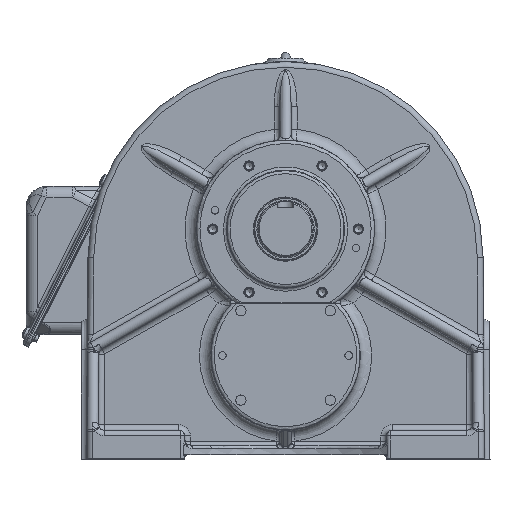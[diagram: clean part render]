
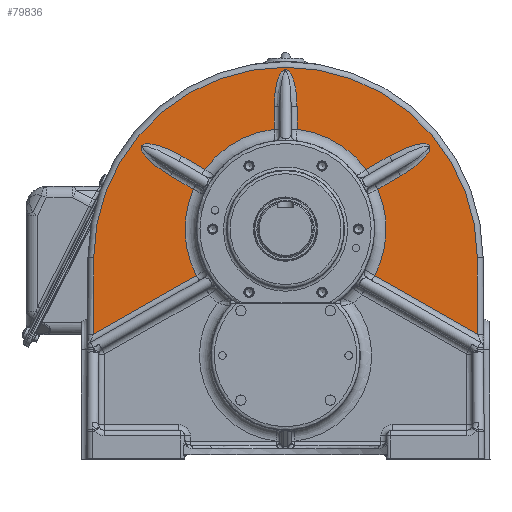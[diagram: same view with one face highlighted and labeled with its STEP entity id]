
A CAD part, top view. The second image highlights one B-rep face of the part: STEP entity #79836.
In plain terms, the highlighted planar face has unit normal (0, 0, 1).
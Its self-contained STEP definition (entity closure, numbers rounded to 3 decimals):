
#2468=ELLIPSE('',#84854,34.721,10.);
#2469=ELLIPSE('',#84855,34.721,10.);
#2470=ELLIPSE('',#84859,34.721,10.);
#2471=ELLIPSE('',#84860,34.721,10.);
#2472=ELLIPSE('',#84862,31.86,10.);
#2473=ELLIPSE('',#84863,31.86,10.);
#3248=CIRCLE('',#84856,87.5);
#3249=CIRCLE('',#84857,167.);
#3250=CIRCLE('',#84858,87.5);
#3251=CIRCLE('',#84861,87.5);
#3252=CIRCLE('',#84864,87.5);
#9498=ORIENTED_EDGE('',*,*,#34080,.T.);
#9499=ORIENTED_EDGE('',*,*,#34081,.T.);
#9500=ORIENTED_EDGE('',*,*,#34082,.T.);
#9501=ORIENTED_EDGE('',*,*,#34083,.T.);
#9502=ORIENTED_EDGE('',*,*,#34084,.T.);
#9503=ORIENTED_EDGE('',*,*,#34085,.T.);
#9504=ORIENTED_EDGE('',*,*,#34086,.T.);
#9505=ORIENTED_EDGE('',*,*,#34087,.T.);
#9506=ORIENTED_EDGE('',*,*,#34088,.T.);
#9507=ORIENTED_EDGE('',*,*,#34089,.T.);
#9508=ORIENTED_EDGE('',*,*,#34090,.T.);
#9509=ORIENTED_EDGE('',*,*,#34091,.T.);
#9510=ORIENTED_EDGE('',*,*,#34092,.T.);
#9511=ORIENTED_EDGE('',*,*,#34093,.T.);
#9512=ORIENTED_EDGE('',*,*,#34094,.T.);
#9513=ORIENTED_EDGE('',*,*,#34095,.T.);
#9514=ORIENTED_EDGE('',*,*,#34096,.T.);
#9515=ORIENTED_EDGE('',*,*,#34097,.T.);
#9516=ORIENTED_EDGE('',*,*,#34098,.T.);
#9517=ORIENTED_EDGE('',*,*,#34099,.T.);
#9518=ORIENTED_EDGE('',*,*,#34100,.T.);
#34080=EDGE_CURVE('',#46383,#46384,#2468,.T.);
#34081=EDGE_CURVE('',#46384,#46385,#2469,.T.);
#34082=EDGE_CURVE('',#46385,#46386,#54140,.T.);
#34083=EDGE_CURVE('',#46386,#46387,#3248,.T.);
#34084=EDGE_CURVE('',#46387,#46388,#54141,.F.);
#34085=EDGE_CURVE('',#46388,#46389,#54142,.F.);
#34086=EDGE_CURVE('',#46389,#46390,#3249,.F.);
#34087=EDGE_CURVE('',#46390,#46391,#54143,.F.);
#34088=EDGE_CURVE('',#46391,#46392,#54144,.T.);
#34089=EDGE_CURVE('',#46392,#46393,#3250,.T.);
#34090=EDGE_CURVE('',#46393,#46394,#54145,.T.);
#34091=EDGE_CURVE('',#46394,#46395,#2470,.T.);
#34092=EDGE_CURVE('',#46395,#46396,#2471,.T.);
#34093=EDGE_CURVE('',#46396,#46397,#54146,.F.);
#34094=EDGE_CURVE('',#46397,#46398,#3251,.T.);
#34095=EDGE_CURVE('',#46398,#46399,#54147,.F.);
#34096=EDGE_CURVE('',#46399,#46400,#2472,.T.);
#34097=EDGE_CURVE('',#46400,#46401,#2473,.T.);
#34098=EDGE_CURVE('',#46401,#46402,#54148,.T.);
#34099=EDGE_CURVE('',#46402,#46403,#3252,.T.);
#34100=EDGE_CURVE('',#46403,#46383,#54149,.F.);
#46383=VERTEX_POINT('',#117475);
#46384=VERTEX_POINT('',#117476);
#46385=VERTEX_POINT('',#117478);
#46386=VERTEX_POINT('',#117480);
#46387=VERTEX_POINT('',#117482);
#46388=VERTEX_POINT('',#117484);
#46389=VERTEX_POINT('',#117486);
#46390=VERTEX_POINT('',#117488);
#46391=VERTEX_POINT('',#117490);
#46392=VERTEX_POINT('',#117492);
#46393=VERTEX_POINT('',#117494);
#46394=VERTEX_POINT('',#117496);
#46395=VERTEX_POINT('',#117498);
#46396=VERTEX_POINT('',#117500);
#46397=VERTEX_POINT('',#117502);
#46398=VERTEX_POINT('',#117504);
#46399=VERTEX_POINT('',#117506);
#46400=VERTEX_POINT('',#117508);
#46401=VERTEX_POINT('',#117510);
#46402=VERTEX_POINT('',#117512);
#46403=VERTEX_POINT('',#117514);
#54140=LINE('',#117479,#60447);
#54141=LINE('',#117483,#60448);
#54142=LINE('',#117485,#60449);
#54143=LINE('',#117489,#60450);
#54144=LINE('',#117491,#60451);
#54145=LINE('',#117495,#60452);
#54146=LINE('',#117501,#60453);
#54147=LINE('',#117505,#60454);
#54148=LINE('',#117511,#60455);
#54149=LINE('',#117515,#60456);
#60447=VECTOR('',#93572,1000.);
#60448=VECTOR('',#93575,1000.);
#60449=VECTOR('',#93576,1000.);
#60450=VECTOR('',#93579,1000.);
#60451=VECTOR('',#93580,1000.);
#60452=VECTOR('',#93583,1000.);
#60453=VECTOR('',#93588,1000.);
#60454=VECTOR('',#93591,1000.);
#60455=VECTOR('',#93596,1000.);
#60456=VECTOR('',#93599,1000.);
#66733=EDGE_LOOP('',(#9498,#9499,#9500,#9501,#9502,#9503,#9504,#9505,#9506,
#9507,#9508,#9509,#9510,#9511,#9512,#9513,#9514,#9515,#9516,#9517,#9518));
#72419=FACE_BOUND('',#66733,.T.);
#78038=PLANE('',#84853);
#79836=ADVANCED_FACE('',(#72419),#78038,.F.);
#84853=AXIS2_PLACEMENT_3D('',#117473,#93566,#93567);
#84854=AXIS2_PLACEMENT_3D('',#117474,#93568,#93569);
#84855=AXIS2_PLACEMENT_3D('',#117477,#93570,#93571);
#84856=AXIS2_PLACEMENT_3D('',#117481,#93573,#93574);
#84857=AXIS2_PLACEMENT_3D('',#117487,#93577,#93578);
#84858=AXIS2_PLACEMENT_3D('',#117493,#93581,#93582);
#84859=AXIS2_PLACEMENT_3D('',#117497,#93584,#93585);
#84860=AXIS2_PLACEMENT_3D('',#117499,#93586,#93587);
#84861=AXIS2_PLACEMENT_3D('',#117503,#93589,#93590);
#84862=AXIS2_PLACEMENT_3D('',#117507,#93592,#93593);
#84863=AXIS2_PLACEMENT_3D('',#117509,#93594,#93595);
#84864=AXIS2_PLACEMENT_3D('',#117513,#93597,#93598);
#93566=DIRECTION('',(0.,0.,-1.));
#93567=DIRECTION('',(-1.,0.,0.));
#93568=DIRECTION('',(0.,0.,-1.));
#93569=DIRECTION('',(0.866,0.5,0.));
#93570=DIRECTION('',(0.,0.,-1.));
#93571=DIRECTION('',(-0.866,-0.5,0.));
#93572=DIRECTION('',(-0.866,-0.5,0.));
#93573=DIRECTION('',(0.,0.,-1.));
#93574=DIRECTION('',(-1.,0.,0.));
#93575=DIRECTION('',(-0.869,0.495,0.));
#93576=DIRECTION('',(0.006,-1.,0.));
#93577=DIRECTION('',(0.,0.,-1.));
#93578=DIRECTION('',(-1.,0.,0.));
#93579=DIRECTION('',(0.006,1.,0.));
#93580=DIRECTION('',(0.869,0.495,0.));
#93581=DIRECTION('',(0.,0.,-1.));
#93582=DIRECTION('',(-1.,0.,0.));
#93583=DIRECTION('',(-0.866,0.5,0.));
#93584=DIRECTION('',(0.,0.,-1.));
#93585=DIRECTION('',(-0.866,0.5,0.));
#93586=DIRECTION('',(0.,0.,-1.));
#93587=DIRECTION('',(0.866,-0.5,0.));
#93588=DIRECTION('',(-0.866,0.5,0.));
#93589=DIRECTION('',(0.,0.,-1.));
#93590=DIRECTION('',(-1.,0.,0.));
#93591=DIRECTION('',(0.,-1.,0.));
#93592=DIRECTION('',(0.,0.,-1.));
#93593=DIRECTION('',(0.,1.,0.));
#93594=DIRECTION('',(0.,0.,-1.));
#93595=DIRECTION('',(0.,-1.,0.));
#93596=DIRECTION('',(0.,-1.,0.));
#93597=DIRECTION('',(0.,0.,-1.));
#93598=DIRECTION('',(-1.,0.,0.));
#93599=DIRECTION('',(-0.866,-0.5,0.));
#117473=CARTESIAN_POINT('',(0.,174.,98.));
#117474=CARTESIAN_POINT('',(95.275,255.007,98.));
#117475=CARTESIAN_POINT('',(90.275,263.667,98.));
#117476=CARTESIAN_POINT('',(125.345,272.368,98.));
#117477=CARTESIAN_POINT('',(95.275,255.007,98.));
#117478=CARTESIAN_POINT('',(100.275,246.347,98.));
#117479=CARTESIAN_POINT('',(-6.258,184.84,98.));
#117480=CARTESIAN_POINT('',(80.281,234.803,98.));
#117481=CARTESIAN_POINT('',(0.,200.,98.));
#117482=CARTESIAN_POINT('',(77.684,159.733,98.));
#117483=CARTESIAN_POINT('',(174.902,104.344,98.));
#117484=CARTESIAN_POINT('',(167.377,108.631,98.));
#117485=CARTESIAN_POINT('',(166.997,174.957,98.));
#117486=CARTESIAN_POINT('',(166.997,174.957,98.));
#117487=CARTESIAN_POINT('',(0.,174.,98.));
#117488=CARTESIAN_POINT('',(-166.997,174.957,98.));
#117489=CARTESIAN_POINT('',(-167.427,99.971,98.));
#117490=CARTESIAN_POINT('',(-167.377,108.631,98.));
#117491=CARTESIAN_POINT('',(-12.9,196.642,98.));
#117492=CARTESIAN_POINT('',(-77.684,159.733,98.));
#117493=CARTESIAN_POINT('',(0.,200.,98.));
#117494=CARTESIAN_POINT('',(-80.281,234.803,98.));
#117495=CARTESIAN_POINT('',(6.258,184.84,98.));
#117496=CARTESIAN_POINT('',(-100.275,246.347,98.));
#117497=CARTESIAN_POINT('',(-95.275,255.007,98.));
#117498=CARTESIAN_POINT('',(-125.345,272.368,98.));
#117499=CARTESIAN_POINT('',(-95.275,255.007,98.));
#117500=CARTESIAN_POINT('',(-90.275,263.667,98.));
#117501=CARTESIAN_POINT('',(-70.653,252.339,98.));
#117502=CARTESIAN_POINT('',(-70.281,252.124,98.));
#117503=CARTESIAN_POINT('',(0.,200.,98.));
#117504=CARTESIAN_POINT('',(-10.,286.927,98.));
#117505=CARTESIAN_POINT('',(-10.,338.,98.));
#117506=CARTESIAN_POINT('',(-10.,306.945,98.));
#117507=CARTESIAN_POINT('',(0.,306.945,98.));
#117508=CARTESIAN_POINT('',(0.,338.805,98.));
#117509=CARTESIAN_POINT('',(0.,306.945,98.));
#117510=CARTESIAN_POINT('',(10.,306.945,98.));
#117511=CARTESIAN_POINT('',(10.,174.,98.));
#117512=CARTESIAN_POINT('',(10.,286.927,98.));
#117513=CARTESIAN_POINT('',(0.,200.,98.));
#117514=CARTESIAN_POINT('',(70.281,252.124,98.));
#117515=CARTESIAN_POINT('',(119.708,280.66,98.));
